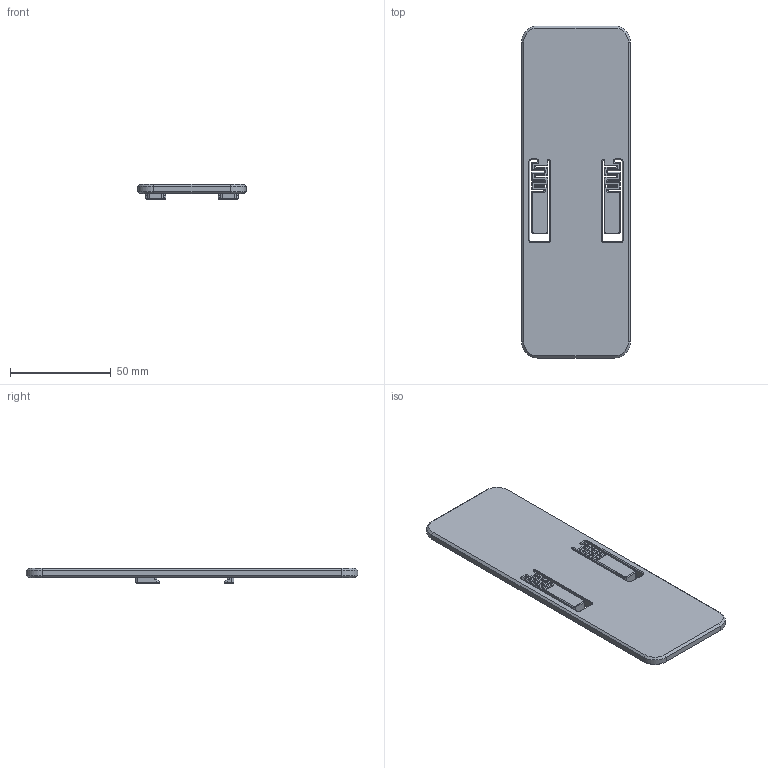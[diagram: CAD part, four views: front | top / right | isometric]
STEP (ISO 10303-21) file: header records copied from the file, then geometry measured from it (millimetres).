
FILE_DESCRIPTION(/* description */ (''),/* implementation_level */ '2;1');
FILE_NAME(/* name */ 'Breadboard 54x165 mm DIN Rail Mount v2.step',/* time_stamp */ '2024-07-19T13:57:34-06:00',/* author */ (''),/* organization */ (''),/* preprocessor_version */ 'ST-DEVELOPER v20',/* originating_system */ 'Autodesk Translation Framework v13.14.0.145',/* authorisation */ '');
FILE_SCHEMA (('AUTOMOTIVE_DESIGN { 1 0 10303 214 3 1 1 }'));
Length unit declared in the file: millimetre
Products named in the file (1): Breadboard 54x165 mm DIN Rail Mount
Bounding box: 54 x 165 x 7.6 mm (x, y, z)
Volume: 39727.1 mm3; surface area: 21064.9 mm2
Topology: 1 solids, 1 shells, 432 faces, 1008 edges, 528 vertices
Faces by surface type: plane 212, cone 132, cylinder 88
Entity records: 11508 total; most frequent: DIRECTION 2066, CARTESIAN_POINT 1917, ORIENTED_EDGE 1912, EDGE_CURVE 956, LINE 712, VECTOR 712, AXIS2_PLACEMENT_3D 677, VERTEX_POINT 528
